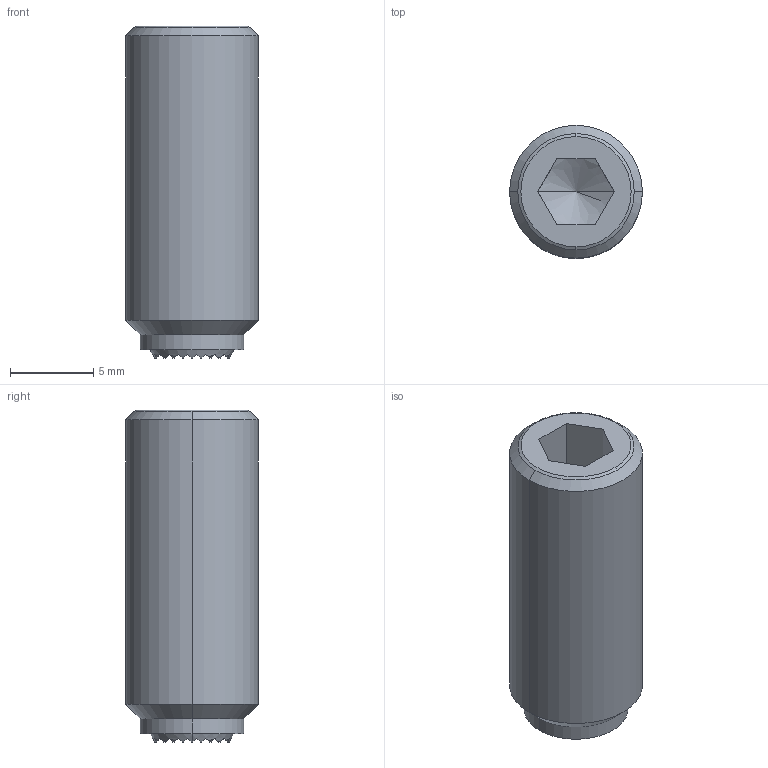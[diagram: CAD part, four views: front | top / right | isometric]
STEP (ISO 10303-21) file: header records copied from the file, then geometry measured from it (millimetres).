
FILE_DESCRIPTION(('STEP AP214'),'1');
FILE_NAME(' ',' ',('TraceParts'),('TraceParts S.A.'),'XStep 1.0',' ',' ');
FILE_SCHEMA(('automotive_design'));
Length unit declared in the file: millimetre
Products named in the file (2): 1; 2
Bounding box: 8 x 8 x 20 mm (x, y, z)
Volume: 961.3 mm3; surface area: 718 mm2
Topology: 2 solids, 2 shells, 351 faces, 736 edges, 386 vertices
Faces by surface type: plane 337, cone 8, cylinder 4, sphere 2
Entity records: 17267 total; most frequent: DIRECTION 1542, CARTESIAN_POINT 1483, STYLED_ITEM 1471, PRESENTATION_STYLE_ASSIGNMENT 1471, COLOUR_RGB 1471, ORIENTED_EDGE 1464, EDGE_CURVE 732, CURVE_STYLE 732
